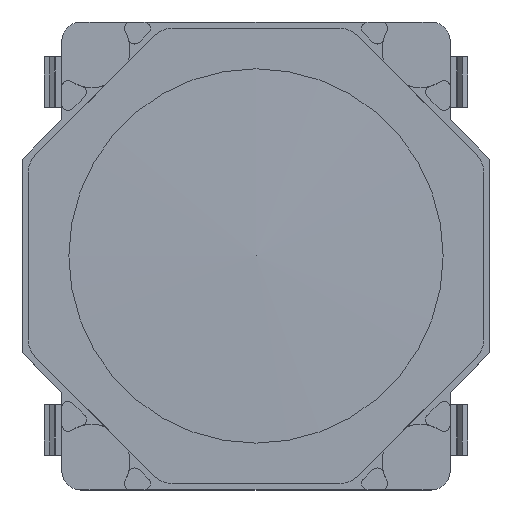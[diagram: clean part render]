
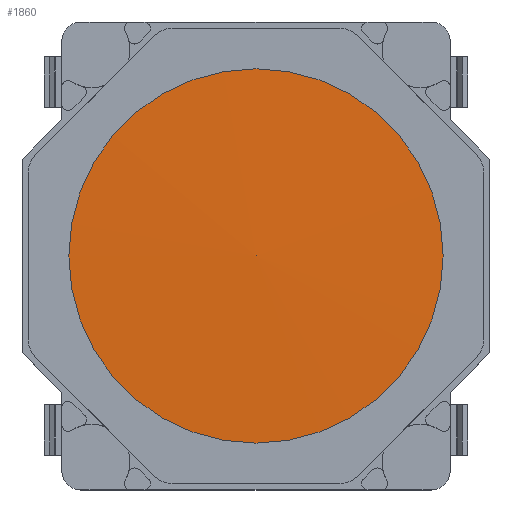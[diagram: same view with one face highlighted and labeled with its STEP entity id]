
A CAD part, top view. The second image highlights one B-rep face of the part: STEP entity #1860.
In plain terms, the highlighted spherical face has radius 43.821 mm.
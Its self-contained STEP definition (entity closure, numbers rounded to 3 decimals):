
#1409 = EDGE_CURVE('',#1410,#1412,#1414,.T.);
#1410 = VERTEX_POINT('',#1411);
#1411 = CARTESIAN_POINT('',(0.,1.48,0.325));
#1412 = VERTEX_POINT('',#1413);
#1413 = CARTESIAN_POINT('',(0.,-1.48,0.325));
#1414 = CIRCLE('',#1415,1.48);
#1415 = AXIS2_PLACEMENT_3D('',#1416,#1417,#1418);
#1416 = CARTESIAN_POINT('',(0.,0.,0.325
    ));
#1417 = DIRECTION('',(0.,0.,1.));
#1418 = DIRECTION('',(0.,1.,0.));
#1420 = EDGE_CURVE('',#1421,#1410,#1423,.T.);
#1421 = VERTEX_POINT('',#1422);
#1422 = CARTESIAN_POINT('',(1.48,0.,0.325));
#1423 = CIRCLE('',#1424,1.48);
#1424 = AXIS2_PLACEMENT_3D('',#1425,#1426,#1427);
#1425 = CARTESIAN_POINT('',(0.,0.,0.325
    ));
#1426 = DIRECTION('',(0.,0.,1.));
#1427 = DIRECTION('',(0.,1.,0.));
#1429 = EDGE_CURVE('',#1412,#1421,#1430,.T.);
#1430 = CIRCLE('',#1431,1.48);
#1431 = AXIS2_PLACEMENT_3D('',#1432,#1433,#1434);
#1432 = CARTESIAN_POINT('',(0.,0.,0.325
    ));
#1433 = DIRECTION('',(0.,0.,1.));
#1434 = DIRECTION('',(0.,1.,0.));
#1860 = ADVANCED_FACE('',(#1861),#1876,.T.);
#1861 = FACE_BOUND('',#1862,.T.);
#1862 = EDGE_LOOP('',(#1863,#1864,#1865,#1874,#1875));
#1863 = ORIENTED_EDGE('',*,*,#1409,.T.);
#1864 = ORIENTED_EDGE('',*,*,#1429,.T.);
#1865 = ORIENTED_EDGE('',*,*,#1866,.T.);
#1866 = EDGE_CURVE('',#1421,#1867,#1869,.T.);
#1867 = VERTEX_POINT('',#1868);
#1868 = CARTESIAN_POINT('',(0.,0.,0.35));
#1869 = B_SPLINE_CURVE_WITH_KNOTS('',3,(#1870,#1871,#1872,#1873),
  .UNSPECIFIED.,.F.,.F.,(4,4),(1.537,1.571),
  .PIECEWISE_BEZIER_KNOTS.);
#1870 = CARTESIAN_POINT('',(1.48,0.,0.325));
#1871 = CARTESIAN_POINT('',(0.987,0.,
    0.342));
#1872 = CARTESIAN_POINT('',(0.493,0.,0.35));
#1873 = CARTESIAN_POINT('',(0.,0.,0.35)
  );
#1874 = ORIENTED_EDGE('',*,*,#1866,.F.);
#1875 = ORIENTED_EDGE('',*,*,#1420,.T.);
#1876 = SPHERICAL_SURFACE('',#1877,43.821);
#1877 = AXIS2_PLACEMENT_3D('',#1878,#1879,#1880);
#1878 = CARTESIAN_POINT('',(0.,0.,
    -43.471));
#1879 = DIRECTION('',(0.,0.,1.));
#1880 = DIRECTION('',(1.,0.,0.));
